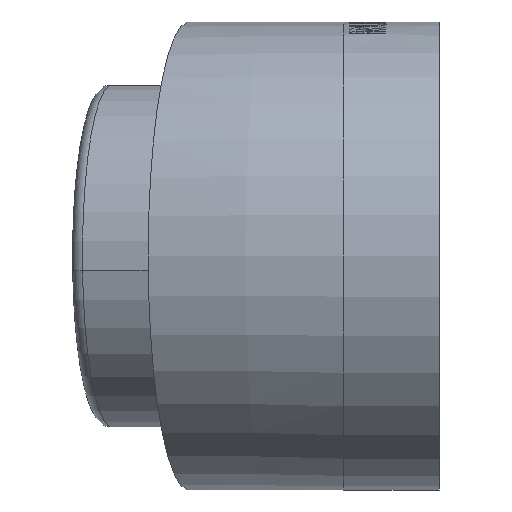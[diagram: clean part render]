
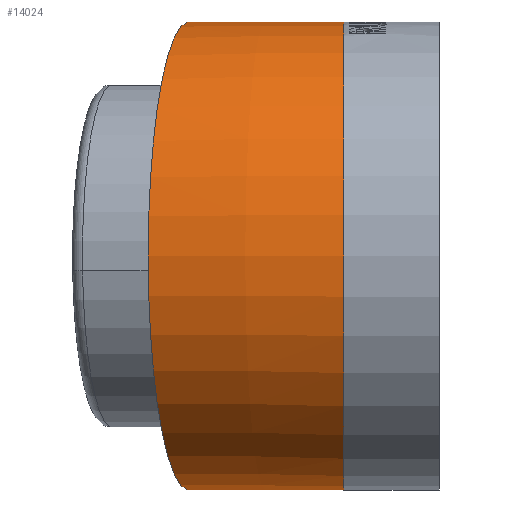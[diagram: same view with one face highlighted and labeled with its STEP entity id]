
A CAD part, left-side view. The second image highlights one B-rep face of the part: STEP entity #14024.
In plain terms, the highlighted toroidal (fillet/blend) face has major radius 744.845 mm and minor radius 195.5 mm.
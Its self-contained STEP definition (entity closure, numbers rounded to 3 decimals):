
#73 = CARTESIAN_POINT ( 'NONE',  ( 0.953, 54.37, -195.498 ) ) ;
#819 = CARTESIAN_POINT ( 'NONE',  ( 4.754, 119.499, 195.444 ) ) ;
#853 = CARTESIAN_POINT ( 'NONE',  ( 0.595, 43.5, -195.499 ) ) ;
#891 = CARTESIAN_POINT ( 'NONE',  ( 1.904, 76.094, 195.491 ) ) ;
#997 = CARTESIAN_POINT ( 'NONE',  ( 2.499, 86.963, -195.485 ) ) ;
#1574 = ORIENTED_EDGE ( 'NONE', *, *, #1911, .F. ) ;
#1911 = EDGE_CURVE ( 'NONE', #9987, #4513, #4890, .T. ) ;
#1996 = CARTESIAN_POINT ( 'NONE',  ( 4.754, 119.502, -195.444 ) ) ;
#2735 = EDGE_CURVE ( 'NONE', #6070, #10918, #7251, .T. ) ;
#2997 = CARTESIAN_POINT ( 'NONE',  ( 3.924, 108.663, -195.462 ) ) ;
#3067 = CARTESIAN_POINT ( 'NONE',  ( 5.701, 130.331, -195.417 ) ) ;
#3212 = CARTESIAN_POINT ( 'NONE',  ( 0.002, 5.438, -195.5 ) ) ;
#3315 = CARTESIAN_POINT ( 'NONE',  ( 2.498, 86.952, 195.485 ) ) ;
#3721 = CARTESIAN_POINT ( 'NONE',  ( 5.701, 130.331, -195.417 ) ) ;
#3808 = AXIS2_PLACEMENT_3D ( 'NONE', #7315, #11639, #13214 ) ;
#4187 = CARTESIAN_POINT ( 'NONE',  ( 0., 0., 0. ) ) ;
#4310 = CARTESIAN_POINT ( 'NONE',  ( 0.001, 1.356, 195.5 ) ) ;
#4513 = VERTEX_POINT ( 'NONE', #12245 ) ;
#4890 = B_SPLINE_CURVE_WITH_KNOTS ( 'NONE', 3,
 ( #5163, #819, #5446, #3315, #891, #14039, #7582, #13901, #8498, #5371, #13969, #9555, #11623, #6511, #4310, #9624 ),
 .UNSPECIFIED., .F., .F.,
 ( 4, 2, 2, 2, 2, 2, 2, 4 ),
 ( 1.61, 1.642, 1.675, 1.707, 1.724, 1.732, 1.736, 1.74 ),
 .UNSPECIFIED. ) ;
#5163 = CARTESIAN_POINT ( 'NONE',  ( 5.701, 130.331, 195.417 ) ) ;
#5371 = CARTESIAN_POINT ( 'NONE',  ( 0.06, 13.592, 195.5 ) ) ;
#5446 = CARTESIAN_POINT ( 'NONE',  ( 3.923, 108.654, 195.462 ) ) ;
#5484 = CARTESIAN_POINT ( 'NONE',  ( 0.149, 21.752, -195.5 ) ) ;
#5947 = ORIENTED_EDGE ( 'NONE', *, *, #12709, .F. ) ;
#6070 = VERTEX_POINT ( 'NONE', #8184 ) ;
#6406 = CARTESIAN_POINT ( 'NONE',  ( 1.904, 76.101, -195.491 ) ) ;
#6460 = DIRECTION ( 'NONE',  ( 0., -1., 0. ) ) ;
#6511 = CARTESIAN_POINT ( 'NONE',  ( 0.002, 2.716, 195.5 ) ) ;
#7083 = EDGE_LOOP ( 'NONE', ( #10917, #7428, #1574, #5947 ) ) ;
#7092 = DIRECTION ( 'NONE',  ( 0., 0., 1. ) ) ;
#7251 = B_SPLINE_CURVE_WITH_KNOTS ( 'NONE', 3,
 ( #11727, #3212, #9590, #5484, #13936, #853, #73, #6406, #997, #2997, #1996, #3067 ),
 .UNSPECIFIED., .F., .F.,
 ( 4, 2, 2, 2, 2, 4 ),
 ( -0.001, 0.015, 0.031, 0.064, 0.097, 0.129 ),
 .UNSPECIFIED. ) ;
#7315 = CARTESIAN_POINT ( 'NONE',  ( 744.845, 0., 0. ) ) ;
#7428 = ORIENTED_EDGE ( 'NONE', *, *, #13798, .F. ) ;
#7582 = CARTESIAN_POINT ( 'NONE',  ( 0.595, 43.494, 195.499 ) ) ;
#8184 = CARTESIAN_POINT ( 'NONE',  ( 0., 0., -195.5 ) ) ;
#8375 = FACE_OUTER_BOUND ( 'NONE', #7083, .T. ) ;
#8498 = CARTESIAN_POINT ( 'NONE',  ( 0.149, 21.748, 195.5 ) ) ;
#8862 = AXIS2_PLACEMENT_3D ( 'NONE', #10416, #10480, #7092 ) ;
#9089 = CIRCLE ( 'NONE', #12732, 195.5 ) ;
#9555 = CARTESIAN_POINT ( 'NONE',  ( 0.015, 6.794, 195.5 ) ) ;
#9590 = CARTESIAN_POINT ( 'NONE',  ( 0.03, 10.876, -195.5 ) ) ;
#9624 = CARTESIAN_POINT ( 'NONE',  ( 0., 0., 195.5 ) ) ;
#9736 = CARTESIAN_POINT ( 'NONE',  ( 5.701, 130.331, 195.417 ) ) ;
#9987 = VERTEX_POINT ( 'NONE', #9736 ) ;
#10416 = CARTESIAN_POINT ( 'NONE',  ( 11.316, 129.341, 0. ) ) ;
#10480 = DIRECTION ( 'NONE',  ( 0.174, 0.985, 0. ) ) ;
#10917 = ORIENTED_EDGE ( 'NONE', *, *, #2735, .F. ) ;
#10918 = VERTEX_POINT ( 'NONE', #3721 ) ;
#11623 = CARTESIAN_POINT ( 'NONE',  ( 0.009, 5.435, 195.5 ) ) ;
#11639 = DIRECTION ( 'NONE',  ( 0., 0., -1. ) ) ;
#11727 = CARTESIAN_POINT ( 'NONE',  ( 0., 0., -195.5 ) ) ;
#12245 = CARTESIAN_POINT ( 'NONE',  ( 0., 0., 195.5 ) ) ;
#12438 = TOROIDAL_SURFACE ( 'NONE', #3808, 744.845, 195.5 ) ;
#12709 = EDGE_CURVE ( 'NONE', #10918, #9987, #13182, .T. ) ;
#12732 = AXIS2_PLACEMENT_3D ( 'NONE', #4187, #6460, #14057 ) ;
#13182 = CIRCLE ( 'NONE', #8862, 195.5 ) ;
#13214 = DIRECTION ( 'NONE',  ( -1., 0., 0. ) ) ;
#13798 = EDGE_CURVE ( 'NONE', #4513, #6070, #9089, .T. ) ;
#13901 = CARTESIAN_POINT ( 'NONE',  ( 0.238, 27.185, 195.5 ) ) ;
#13936 = CARTESIAN_POINT ( 'NONE',  ( 0.238, 27.189, -195.5 ) ) ;
#13969 = CARTESIAN_POINT ( 'NONE',  ( 0.037, 10.873, 195.5 ) ) ;
#14024 = ADVANCED_FACE ( 'NONE', ( #8375 ), #12438, .T. ) ;
#14039 = CARTESIAN_POINT ( 'NONE',  ( 0.952, 54.364, 195.498 ) ) ;
#14057 = DIRECTION ( 'NONE',  ( 0., 0., -1. ) ) ;
